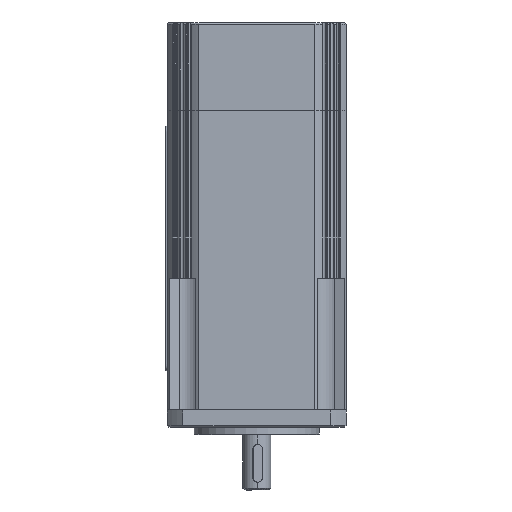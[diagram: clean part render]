
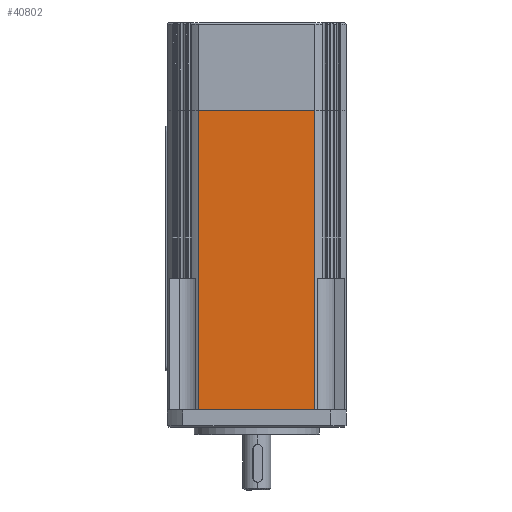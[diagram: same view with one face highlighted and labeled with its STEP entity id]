
A CAD part, front view. The second image highlights one B-rep face of the part: STEP entity #40802.
In plain terms, the highlighted face is planar.
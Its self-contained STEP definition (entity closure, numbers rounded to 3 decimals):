
#33078=CARTESIAN_POINT('',(18.54,-28.5,95.5));
#33079=VERTEX_POINT('',#33078);
#34943=CARTESIAN_POINT('',(-18.54,-28.5,95.5));
#34944=VERTEX_POINT('',#34943);
#34951=CARTESIAN_POINT('',(18.54,-28.5,95.5));
#34952=DIRECTION('',(-1.0,0.0,0.0));
#34953=VECTOR('',#34952,37.081);
#34954=LINE('',#34951,#34953);
#34955=EDGE_CURVE('',#33079,#34944,#34954,.T.);
#36339=CARTESIAN_POINT('',(-18.54,-28.5,0.));
#36340=VERTEX_POINT('',#36339);
#36461=CARTESIAN_POINT('',(18.54,-28.5,0.));
#36462=VERTEX_POINT('',#36461);
#37835=CARTESIAN_POINT('',(18.54,-28.5,0.));
#37836=DIRECTION('',(-1.0,0.0,0.0));
#37837=VECTOR('',#37836,37.081);
#37838=LINE('',#37835,#37837);
#37839=EDGE_CURVE('',#36462,#36340,#37838,.T.);
#39995=CARTESIAN_POINT('',(-18.54,-28.5,0.));
#39996=DIRECTION('',(0.0,0.0,1.0));
#39997=VECTOR('',#39996,95.5);
#39998=LINE('',#39995,#39997);
#39999=EDGE_CURVE('',#36340,#34944,#39998,.T.);
#40535=CARTESIAN_POINT('',(18.54,-28.5,0.));
#40536=DIRECTION('',(0.0,0.0,1.0));
#40537=VECTOR('',#40536,95.5);
#40538=LINE('',#40535,#40537);
#40539=EDGE_CURVE('',#36462,#33079,#40538,.T.);
#40791=CARTESIAN_POINT('',(0.,-28.5,0.));
#40792=DIRECTION('',(0.0,-1.0,0.0));
#40793=DIRECTION('',(0.0,0.0,-1.0));
#40794=AXIS2_PLACEMENT_3D('',#40791,#40792,#40793);
#40795=PLANE('',#40794);
#40796=ORIENTED_EDGE('',*,*,#34955,.T.);
#40797=ORIENTED_EDGE('',*,*,#39999,.F.);
#40798=ORIENTED_EDGE('',*,*,#37839,.F.);
#40799=ORIENTED_EDGE('',*,*,#40539,.T.);
#40800=EDGE_LOOP('',(#40796,#40797,#40798,#40799));
#40801=FACE_OUTER_BOUND('',#40800,.T.);
#40802=ADVANCED_FACE('',(#40801),#40795,.T.);
